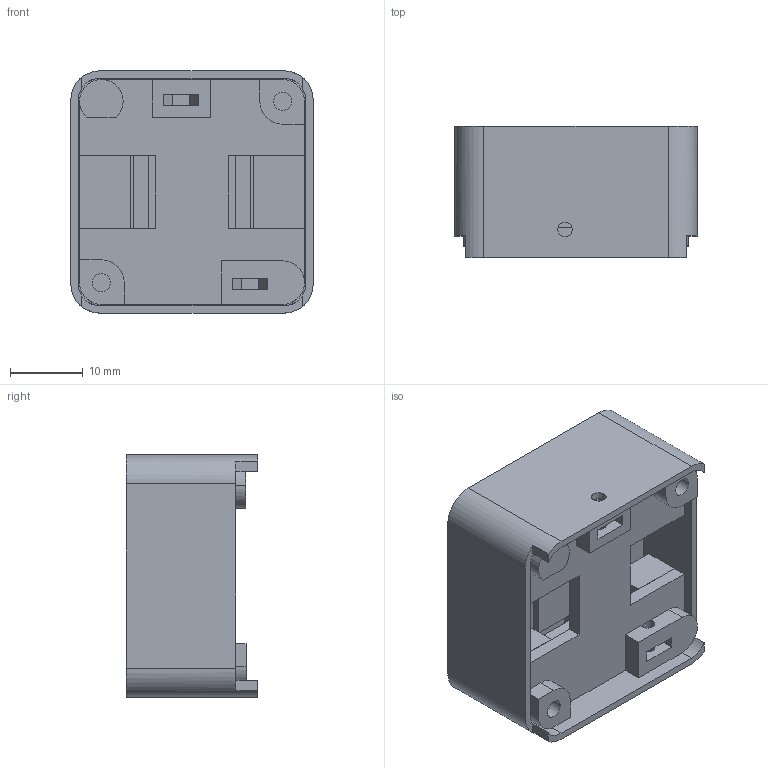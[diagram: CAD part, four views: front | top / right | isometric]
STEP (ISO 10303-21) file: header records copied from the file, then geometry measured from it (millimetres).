
FILE_DESCRIPTION (( 'STEP AP214' ), '1' );
FILE_NAME ('Kame-FMU-Case.STEP', '2019-11-07T12:34:55', ( '' ), ( '' ), 'SwSTEP 2.0', 'SolidWorks 2017', '' );
FILE_SCHEMA (( 'AUTOMOTIVE_DESIGN' ));
Length unit declared in the file: millimetre
Products named in the file (3): Kame-1; Kame-FMU-Case
Assembly tree (1 placements, depth 2):
  Kame-FMU-Case
    Kame-1
  Kame-1
Bounding box: 33.4 x 18.11 x 33.41 mm (x, y, z)
Volume: 11222.3 mm3; surface area: 13598.9 mm2
Topology: 8 solids, 8 shells, 197 faces, 531 edges, 352 vertices
Faces by surface type: plane 138, cylinder 59
Entity records: 8511 total; most frequent: CARTESIAN_POINT 1085, DIRECTION 1066, ORIENTED_EDGE 1062, EDGE_CURVE 531, VECTOR 400, LINE 400, VERTEX_POINT 352, AXIS2_PLACEMENT_3D 333
